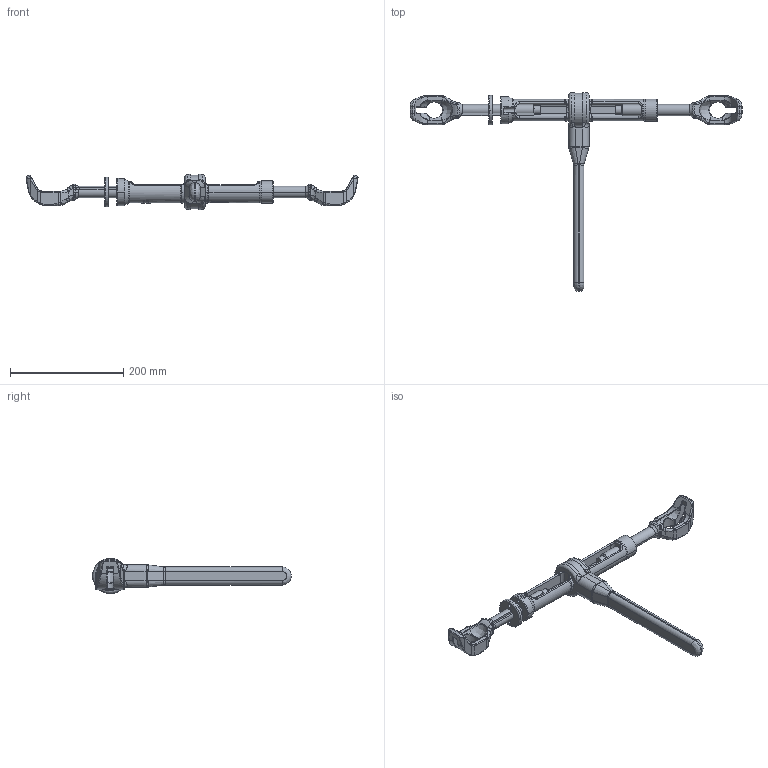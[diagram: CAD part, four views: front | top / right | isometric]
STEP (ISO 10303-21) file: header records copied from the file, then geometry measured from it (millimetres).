
FILE_DESCRIPTION((''),'2;1');
FILE_NAME('001-M33787-P-3_ASM','2013-07-10T',('Andreas.Wendler'),(''),'PRO/ENGINEER BY PARAMETRIC TECHNOLOGY CORPORATION, 2010140','PRO/ENGINEER BY PARAMETRIC TECHNOLOGY CORPORATION, 2010140','');
FILE_SCHEMA(('CONFIG_CONTROL_DESIGN'));
Length unit declared in the file: millimetre
Products named in the file (6): 001-M33792-P-2; 001-M33831-P-2; 001-M34721-P-1; 001-M34721-P-2; 001-M34240-P-3; 001-M33787-P-3_ASM
Assembly tree (5 placements, depth 2):
  001-M33787-P-3_ASM
    001-M33792-P-2
    001-M33831-P-2
    001-M34721-P-1
    001-M34721-P-2
    001-M34240-P-3
Bounding box: 586.23 x 350.89 x 61.88 mm (x, y, z)
Volume: 665110.9 mm3; surface area: 144257 mm2
Topology: 5 solids, 5 shells, 675 faces, 1620 edges, 952 vertices
Faces by surface type: bspline 284, cylinder 193, plane 122, torus 51, cone 15, sphere 10
Entity records: 36207 total; most frequent: CARTESIAN_POINT 22285, ORIENTED_EDGE 3240, DIRECTION 2459, EDGE_CURVE 1620, AXIS2_PLACEMENT_3D 1011, VERTEX_POINT 952, EDGE_LOOP 692, FACE_OUTER_BOUND 675
